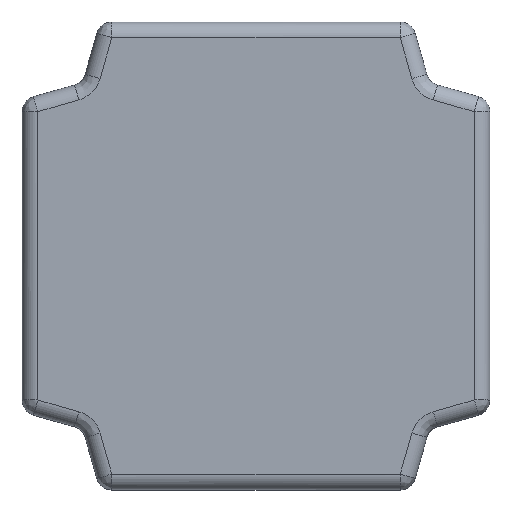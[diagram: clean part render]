
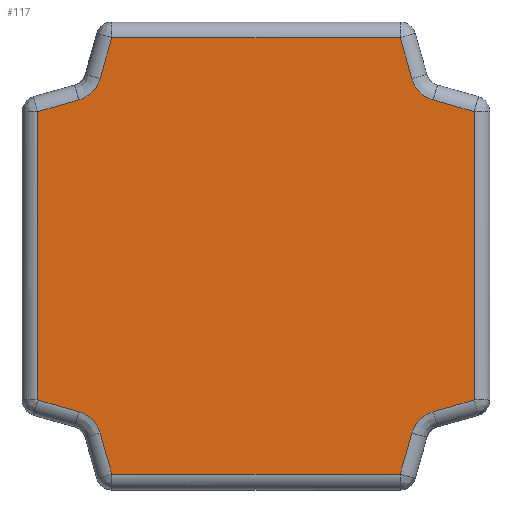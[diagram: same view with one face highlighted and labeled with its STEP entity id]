
A CAD part, top view. The second image highlights one B-rep face of the part: STEP entity #117.
In plain terms, the highlighted planar face has unit normal (0, 0, 1).
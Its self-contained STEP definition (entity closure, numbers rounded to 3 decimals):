
#117=ADVANCED_FACE('',(#275),#2147,.T.);
#275=FACE_OUTER_BOUND('',#433,.T.);
#433=EDGE_LOOP('',(#872,#873,#874,#875,#876,#877,#878,#879,#880,#881,#882,
#883,#884,#885,#886,#887));
#872=ORIENTED_EDGE('',*,*,#1364,.T.);
#873=ORIENTED_EDGE('',*,*,#1415,.T.);
#874=ORIENTED_EDGE('',*,*,#1462,.T.);
#875=ORIENTED_EDGE('',*,*,#1422,.T.);
#876=ORIENTED_EDGE('',*,*,#1367,.T.);
#877=ORIENTED_EDGE('',*,*,#1370,.T.);
#878=ORIENTED_EDGE('',*,*,#1432,.T.);
#879=ORIENTED_EDGE('',*,*,#1379,.T.);
#880=ORIENTED_EDGE('',*,*,#1365,.T.);
#881=ORIENTED_EDGE('',*,*,#1385,.T.);
#882=ORIENTED_EDGE('',*,*,#1445,.T.);
#883=ORIENTED_EDGE('',*,*,#1391,.T.);
#884=ORIENTED_EDGE('',*,*,#1366,.T.);
#885=ORIENTED_EDGE('',*,*,#1400,.T.);
#886=ORIENTED_EDGE('',*,*,#1454,.T.);
#887=ORIENTED_EDGE('',*,*,#1406,.T.);
#1364=EDGE_CURVE('',#1960,#1961,#1812,.T.);
#1365=EDGE_CURVE('',#1970,#1964,#1813,.T.);
#1366=EDGE_CURVE('',#1971,#1969,#1814,.T.);
#1367=EDGE_CURVE('',#1972,#1966,#1815,.T.);
#1370=EDGE_CURVE('',#1966,#1967,#1586,.T.);
#1379=EDGE_CURVE('',#1975,#1970,#1595,.T.);
#1385=EDGE_CURVE('',#1964,#1962,#1601,.T.);
#1391=EDGE_CURVE('',#1963,#1971,#1607,.T.);
#1400=EDGE_CURVE('',#1969,#1968,#1616,.T.);
#1406=EDGE_CURVE('',#1965,#1960,#1622,.T.);
#1415=EDGE_CURVE('',#1961,#1974,#1631,.T.);
#1422=EDGE_CURVE('',#1973,#1972,#1638,.T.);
#1432=EDGE_CURVE('',#1967,#1975,#1648,.T.);
#1445=EDGE_CURVE('',#1962,#1963,#1661,.T.);
#1454=EDGE_CURVE('',#1968,#1965,#1670,.T.);
#1462=EDGE_CURVE('',#1974,#1973,#1678,.T.);
#1586=(
BOUNDED_CURVE()
B_SPLINE_CURVE(1,(#3859,#3860),.UNSPECIFIED.,.F.,.F.)
B_SPLINE_CURVE_WITH_KNOTS((2,2),(0.075,0.349),
 .UNSPECIFIED.)
CURVE()
GEOMETRIC_REPRESENTATION_ITEM()
RATIONAL_B_SPLINE_CURVE((1.,1.))
REPRESENTATION_ITEM('')
);
#1595=(
BOUNDED_CURVE()
B_SPLINE_CURVE(1,(#3884,#3885),.UNSPECIFIED.,.F.,.F.)
B_SPLINE_CURVE_WITH_KNOTS((2,2),(0.056,0.329),
 .UNSPECIFIED.)
CURVE()
GEOMETRIC_REPRESENTATION_ITEM()
RATIONAL_B_SPLINE_CURVE((1.,1.))
REPRESENTATION_ITEM('')
);
#1601=(
BOUNDED_CURVE()
B_SPLINE_CURVE(1,(#3900,#3901),.UNSPECIFIED.,.F.,.F.)
B_SPLINE_CURVE_WITH_KNOTS((2,2),(0.075,0.349),
 .UNSPECIFIED.)
CURVE()
GEOMETRIC_REPRESENTATION_ITEM()
RATIONAL_B_SPLINE_CURVE((1.,1.))
REPRESENTATION_ITEM('')
);
#1607=(
BOUNDED_CURVE()
B_SPLINE_CURVE(1,(#3916,#3917),.UNSPECIFIED.,.F.,.F.)
B_SPLINE_CURVE_WITH_KNOTS((2,2),(0.056,0.329),
 .UNSPECIFIED.)
CURVE()
GEOMETRIC_REPRESENTATION_ITEM()
RATIONAL_B_SPLINE_CURVE((1.,1.))
REPRESENTATION_ITEM('')
);
#1616=(
BOUNDED_CURVE()
B_SPLINE_CURVE(1,(#3941,#3942),.UNSPECIFIED.,.F.,.F.)
B_SPLINE_CURVE_WITH_KNOTS((2,2),(0.075,0.349),
 .UNSPECIFIED.)
CURVE()
GEOMETRIC_REPRESENTATION_ITEM()
RATIONAL_B_SPLINE_CURVE((1.,1.))
REPRESENTATION_ITEM('')
);
#1622=(
BOUNDED_CURVE()
B_SPLINE_CURVE(1,(#3957,#3958),.UNSPECIFIED.,.F.,.F.)
B_SPLINE_CURVE_WITH_KNOTS((2,2),(0.056,0.329),
 .UNSPECIFIED.)
CURVE()
GEOMETRIC_REPRESENTATION_ITEM()
RATIONAL_B_SPLINE_CURVE((1.,1.))
REPRESENTATION_ITEM('')
);
#1631=(
BOUNDED_CURVE()
B_SPLINE_CURVE(1,(#3982,#3983),.UNSPECIFIED.,.F.,.F.)
B_SPLINE_CURVE_WITH_KNOTS((2,2),(0.075,0.349),
 .UNSPECIFIED.)
CURVE()
GEOMETRIC_REPRESENTATION_ITEM()
RATIONAL_B_SPLINE_CURVE((1.,1.))
REPRESENTATION_ITEM('')
);
#1638=(
BOUNDED_CURVE()
B_SPLINE_CURVE(1,(#4001,#4002),.UNSPECIFIED.,.F.,.F.)
B_SPLINE_CURVE_WITH_KNOTS((2,2),(0.056,0.329),
 .UNSPECIFIED.)
CURVE()
GEOMETRIC_REPRESENTATION_ITEM()
RATIONAL_B_SPLINE_CURVE((1.,1.))
REPRESENTATION_ITEM('')
);
#1648=(
BOUNDED_CURVE()
B_SPLINE_CURVE(3,(#4033,#4034,#4035,#4036),.UNSPECIFIED.,.F.,.F.)
B_SPLINE_CURVE_WITH_KNOTS((4,4),(0.,0.203),.UNSPECIFIED.)
CURVE()
GEOMETRIC_REPRESENTATION_ITEM()
RATIONAL_B_SPLINE_CURVE((1.,1.,1.,1.))
REPRESENTATION_ITEM('')
);
#1661=(
BOUNDED_CURVE()
B_SPLINE_CURVE(3,(#4076,#4077,#4078,#4079),.UNSPECIFIED.,.F.,.F.)
B_SPLINE_CURVE_WITH_KNOTS((4,4),(0.,0.203),.UNSPECIFIED.)
CURVE()
GEOMETRIC_REPRESENTATION_ITEM()
RATIONAL_B_SPLINE_CURVE((1.,1.,1.,1.))
REPRESENTATION_ITEM('')
);
#1670=(
BOUNDED_CURVE()
B_SPLINE_CURVE(3,(#4107,#4108,#4109,#4110),.UNSPECIFIED.,.F.,.F.)
B_SPLINE_CURVE_WITH_KNOTS((4,4),(0.,0.203),.UNSPECIFIED.)
CURVE()
GEOMETRIC_REPRESENTATION_ITEM()
RATIONAL_B_SPLINE_CURVE((1.,1.,1.,1.))
REPRESENTATION_ITEM('')
);
#1678=(
BOUNDED_CURVE()
B_SPLINE_CURVE(3,(#4135,#4136,#4137,#4138),.UNSPECIFIED.,.F.,.F.)
B_SPLINE_CURVE_WITH_KNOTS((4,4),(0.,0.203),.UNSPECIFIED.)
CURVE()
GEOMETRIC_REPRESENTATION_ITEM()
RATIONAL_B_SPLINE_CURVE((1.,1.,1.,1.))
REPRESENTATION_ITEM('')
);
#1812=B_SPLINE_CURVE_WITH_KNOTS('',1,(#3846,#3847),.UNSPECIFIED.,.F.,.F.,
(2,2),(0.075,1.925),.UNSPECIFIED.);
#1813=B_SPLINE_CURVE_WITH_KNOTS('',1,(#3848,#3849),.UNSPECIFIED.,.F.,.F.,
(2,2),(0.075,1.925),.UNSPECIFIED.);
#1814=B_SPLINE_CURVE_WITH_KNOTS('',1,(#3850,#3851),.UNSPECIFIED.,.F.,.F.,
(2,2),(0.075,1.925),.UNSPECIFIED.);
#1815=B_SPLINE_CURVE_WITH_KNOTS('',1,(#3852,#3853),.UNSPECIFIED.,.F.,.F.,
(2,2),(0.075,1.925),.UNSPECIFIED.);
#1960=VERTEX_POINT('',#3726);
#1961=VERTEX_POINT('',#3727);
#1962=VERTEX_POINT('',#3728);
#1963=VERTEX_POINT('',#3729);
#1964=VERTEX_POINT('',#3730);
#1965=VERTEX_POINT('',#3731);
#1966=VERTEX_POINT('',#3732);
#1967=VERTEX_POINT('',#3733);
#1968=VERTEX_POINT('',#3734);
#1969=VERTEX_POINT('',#3735);
#1970=VERTEX_POINT('',#3736);
#1971=VERTEX_POINT('',#3737);
#1972=VERTEX_POINT('',#3738);
#1973=VERTEX_POINT('',#3739);
#1974=VERTEX_POINT('',#3740);
#1975=VERTEX_POINT('',#3741);
#2147=PLANE('',#2197);
#2197=AXIS2_PLACEMENT_3D('',#3205,#2230,$);
#2230=DIRECTION('',(0.,0.,1.));
#3205=CARTESIAN_POINT('',(1.875,1.875,1.2));
#3726=CARTESIAN_POINT('',(0.925,1.4,1.2));
#3727=CARTESIAN_POINT('',(-0.925,1.4,1.2));
#3728=CARTESIAN_POINT('',(1.,-1.137,1.2));
#3729=CARTESIAN_POINT('',(1.137,-1.,1.2));
#3730=CARTESIAN_POINT('',(0.925,-1.4,1.2));
#3731=CARTESIAN_POINT('',(1.,1.137,1.2));
#3732=CARTESIAN_POINT('',(-1.4,-0.925,1.2));
#3733=CARTESIAN_POINT('',(-1.137,-1.,1.2));
#3734=CARTESIAN_POINT('',(1.137,1.,1.2));
#3735=CARTESIAN_POINT('',(1.4,0.925,1.2));
#3736=CARTESIAN_POINT('',(-0.925,-1.4,1.2));
#3737=CARTESIAN_POINT('',(1.4,-0.925,1.2));
#3738=CARTESIAN_POINT('',(-1.4,0.925,1.2));
#3739=CARTESIAN_POINT('',(-1.137,1.,1.2));
#3740=CARTESIAN_POINT('',(-1.,1.137,1.2));
#3741=CARTESIAN_POINT('',(-1.,-1.137,1.2));
#3846=CARTESIAN_POINT('',(0.925,1.4,1.2));
#3847=CARTESIAN_POINT('',(-0.925,1.4,1.2));
#3848=CARTESIAN_POINT('',(-0.925,-1.4,1.2));
#3849=CARTESIAN_POINT('',(0.925,-1.4,1.2));
#3850=CARTESIAN_POINT('',(1.4,-0.925,1.2));
#3851=CARTESIAN_POINT('',(1.4,0.925,1.2));
#3852=CARTESIAN_POINT('',(-1.4,0.925,1.2));
#3853=CARTESIAN_POINT('',(-1.4,-0.925,1.2));
#3859=CARTESIAN_POINT('',(-1.4,-0.925,1.2));
#3860=CARTESIAN_POINT('',(-1.137,-1.,1.2));
#3884=CARTESIAN_POINT('',(-1.,-1.137,1.2));
#3885=CARTESIAN_POINT('',(-0.925,-1.4,1.2));
#3900=CARTESIAN_POINT('',(0.925,-1.4,1.2));
#3901=CARTESIAN_POINT('',(1.,-1.137,1.2));
#3916=CARTESIAN_POINT('',(1.137,-1.,1.2));
#3917=CARTESIAN_POINT('',(1.4,-0.925,1.2));
#3941=CARTESIAN_POINT('',(1.4,0.925,1.2));
#3942=CARTESIAN_POINT('',(1.137,1.,1.2));
#3957=CARTESIAN_POINT('',(1.,1.137,1.2));
#3958=CARTESIAN_POINT('',(0.925,1.4,1.2));
#3982=CARTESIAN_POINT('',(-0.925,1.4,1.2));
#3983=CARTESIAN_POINT('',(-1.,1.137,1.2));
#4001=CARTESIAN_POINT('',(-1.137,1.,1.2));
#4002=CARTESIAN_POINT('',(-1.4,0.925,1.2));
#4033=CARTESIAN_POINT('',(-1.137,-1.,1.2));
#4034=CARTESIAN_POINT('',(-1.072,-1.018,1.2));
#4035=CARTESIAN_POINT('',(-1.018,-1.072,1.2));
#4036=CARTESIAN_POINT('',(-1.,-1.137,1.2));
#4076=CARTESIAN_POINT('',(1.,-1.137,1.2));
#4077=CARTESIAN_POINT('',(1.018,-1.072,1.2));
#4078=CARTESIAN_POINT('',(1.072,-1.018,1.2));
#4079=CARTESIAN_POINT('',(1.137,-1.,1.2));
#4107=CARTESIAN_POINT('',(1.137,1.,1.2));
#4108=CARTESIAN_POINT('',(1.072,1.018,1.2));
#4109=CARTESIAN_POINT('',(1.018,1.072,1.2));
#4110=CARTESIAN_POINT('',(1.,1.137,1.2));
#4135=CARTESIAN_POINT('',(-1.,1.137,1.2));
#4136=CARTESIAN_POINT('',(-1.018,1.072,1.2));
#4137=CARTESIAN_POINT('',(-1.072,1.018,1.2));
#4138=CARTESIAN_POINT('',(-1.137,1.,1.2));
